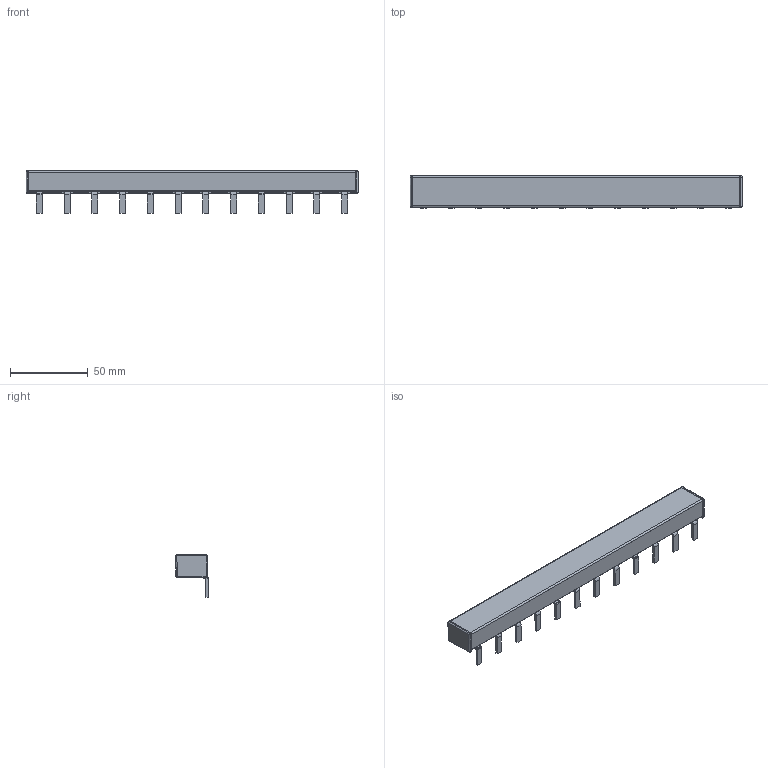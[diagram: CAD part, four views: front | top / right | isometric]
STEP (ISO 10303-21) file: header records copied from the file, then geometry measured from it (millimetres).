
FILE_DESCRIPTION(('CATIA V5 STEP Exchange','CAx-IF Rec.Pracs.--- Model Styling and Organization---1.5--- 2016-08-15','CAx-IF Rec.Pracs.---Supplemental Geometry---1.0---2011-11-01','CAx-IF Rec.Pracs.--- Composite Materials ---1.1---2010-07-15'),'2;1');
FILE_NAME ('736089-1_0', '2025-09-22T07:04:11+00:00', ('none'), ('Weidmueller'), 'CATIA Version 5-6 Release 2024 SP4', 'CATIA V5 STEP AP214 v3', 'none');
FILE_SCHEMA(('AUTOMOTIVE_DESIGN { 1 0 10303 214 1 1 1 1 }'));
Length unit declared in the file: millimetre
Products named in the file (1): 2658850000
Bounding box: 213 x 20.76 x 27.5 mm (x, y, z)
Volume: 59343.8 mm3; surface area: 20664.6 mm2
Topology: 15 solids, 15 shells, 741 faces, 1757 edges, 1060 vertices
Faces by surface type: cylinder 274, plane 223, bspline 132, torus 56, cone 48, sphere 8
Entity records: 27828 total; most frequent: CARTESIAN_POINT 13122, ORIENTED_EDGE 3514, DIRECTION 2257, EDGE_CURVE 1757, VERTEX_POINT 1060, AXIS2_PLACEMENT_3D 969, VECTOR 779, LINE 779
